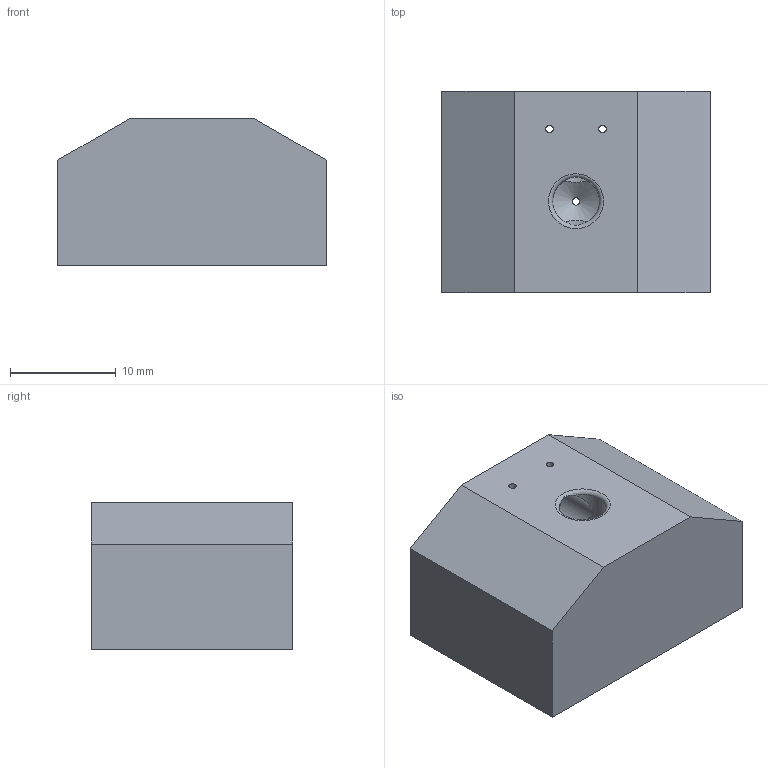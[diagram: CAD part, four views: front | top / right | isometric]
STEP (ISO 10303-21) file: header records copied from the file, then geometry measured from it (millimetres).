
FILE_DESCRIPTION(/* description */ (''),/* implementation_level */ '2;1');
FILE_NAME(/* name */ 'odorport_final_wvac.stp',/* time_stamp */ '2015-01-15T17:39:30-05:00',/* author */ ('cdw291'),/* organization */ (''),/* preprocessor_version */ 'ST-DEVELOPER v15.6',/* originating_system */ 'Autodesk Inventor 2015',/* authorisation */ '');
FILE_SCHEMA (('AUTOMOTIVE_DESIGN { 1 0 10303 214 3 1 1 }'));
Length unit declared in the file: inch
Products named in the file (1): odorport_final_wvac
Bounding box: 25.4 x 19.05 x 13.97 mm (x, y, z)
Volume: 5571.5 mm3; surface area: 2775.5 mm2
Topology: 1 solids, 1 shells, 31 faces, 86 edges, 57 vertices
Faces by surface type: cylinder 15, plane 11, cone 4, torus 1
Full cylindrical faces by diameter (mm): 0.711 x3, 0.794 x2, 1.587 x1, 2.642 x2, 3.962 x2, 4.229 x2, 5.359 x1
Entity records: 1025 total; most frequent: CARTESIAN_POINT 317, DIRECTION 138, ORIENTED_EDGE 114, EDGE_LOOP 63, AXIS2_PLACEMENT_3D 60, EDGE_CURVE 57, VERTEX_POINT 46, FACE_BOUND 32
